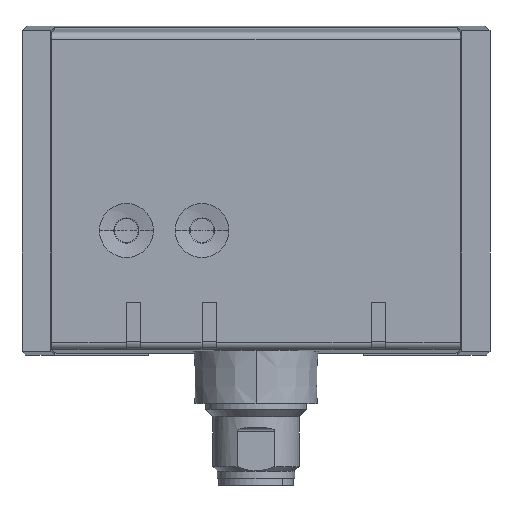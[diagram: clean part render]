
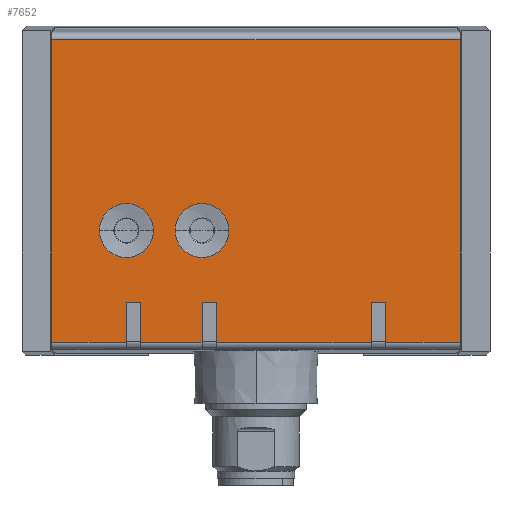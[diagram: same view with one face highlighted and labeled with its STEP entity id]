
A CAD part, top view. The second image highlights one B-rep face of the part: STEP entity #7652.
In plain terms, the highlighted planar face has unit normal (0, 0, 1).
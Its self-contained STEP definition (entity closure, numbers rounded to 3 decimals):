
#402=DIRECTION('',(1.,0.,0.));
#403=VECTOR('',#402,21.5);
#404=CARTESIAN_POINT('',(-5.5,-21.029,25.));
#405=LINE('',#404,#403);
#453=DIRECTION('',(1.,0.,0.));
#454=VECTOR('',#453,8.5);
#455=CARTESIAN_POINT('',(-16.,-21.029,25.));
#456=LINE('',#455,#454);
#517=DIRECTION('',(1.,0.,0.));
#518=VECTOR('',#517,10.386);
#519=CARTESIAN_POINT('',(-28.386,-21.029,25.));
#520=LINE('',#519,#518);
#521=DIRECTION('',(0.,1.,0.));
#522=VECTOR('',#521,5.529);
#523=CARTESIAN_POINT('',(16.,-21.029,25.));
#524=LINE('',#523,#522);
#525=DIRECTION('',(0.,1.,0.));
#526=VECTOR('',#525,5.529);
#527=CARTESIAN_POINT('',(-5.5,-21.029,25.));
#528=LINE('',#527,#526);
#529=DIRECTION('',(1.,0.,0.));
#530=VECTOR('',#529,2.);
#531=CARTESIAN_POINT('',(-7.5,-15.5,25.));
#532=LINE('',#531,#530);
#533=DIRECTION('',(0.,1.,0.));
#534=VECTOR('',#533,5.529);
#535=CARTESIAN_POINT('',(-7.5,-21.029,25.));
#536=LINE('',#535,#534);
#537=DIRECTION('',(0.,1.,0.));
#538=VECTOR('',#537,5.529);
#539=CARTESIAN_POINT('',(-16.,-21.029,25.));
#540=LINE('',#539,#538);
#541=DIRECTION('',(1.,0.,0.));
#542=VECTOR('',#541,2.);
#543=CARTESIAN_POINT('',(-18.,-15.5,25.));
#544=LINE('',#543,#542);
#545=DIRECTION('',(0.,1.,0.));
#546=VECTOR('',#545,5.529);
#547=CARTESIAN_POINT('',(-18.,-21.029,25.));
#548=LINE('',#547,#546);
#549=DIRECTION('',(0.,1.,0.));
#550=VECTOR('',#549,42.057);
#551=CARTESIAN_POINT('',(-28.386,-21.029,25.));
#552=LINE('',#551,#550);
#553=DIRECTION('',(0.,1.,0.));
#554=VECTOR('',#553,5.529);
#555=CARTESIAN_POINT('',(18.,-21.029,25.));
#556=LINE('',#555,#554);
#557=DIRECTION('',(1.,0.,0.));
#558=VECTOR('',#557,2.);
#559=CARTESIAN_POINT('',(16.,-15.5,25.));
#560=LINE('',#559,#558);
#561=CARTESIAN_POINT('',(-18.,-5.5,25.));
#562=DIRECTION('',(0.,0.,1.));
#563=DIRECTION('',(-1.,0.,0.));
#564=AXIS2_PLACEMENT_3D('',#561,#562,#563);
#566=CARTESIAN_POINT('',(-7.5,-5.5,25.));
#567=DIRECTION('',(0.,0.,1.));
#568=DIRECTION('',(-1.,0.,0.));
#569=AXIS2_PLACEMENT_3D('',#566,#567,#568);
#603=CARTESIAN_POINT('',(-28.386,21.029,25.));
#623=DIRECTION('',(-1.,0.,0.));
#624=VECTOR('',#623,56.773);
#625=CARTESIAN_POINT('',(28.386,21.029,25.));
#626=LINE('',#625,#624);
#651=DIRECTION('',(0.,1.,0.));
#652=VECTOR('',#651,42.057);
#653=CARTESIAN_POINT('',(28.386,-21.029,25.));
#654=LINE('',#653,#652);
#4128=DIRECTION('',(1.,0.,0.));
#4129=VECTOR('',#4128,10.386);
#4130=CARTESIAN_POINT('',(18.,-21.029,25.));
#4131=LINE('',#4130,#4129);
#4132=CARTESIAN_POINT('',(28.386,-21.029,25.));
#4229=CARTESIAN_POINT('',(-18.,-5.5,25.));
#4230=DIRECTION('',(0.,0.,-1.));
#4231=DIRECTION('',(-1.,0.,0.));
#4232=AXIS2_PLACEMENT_3D('',#4229,#4230,#4231);
#4302=CARTESIAN_POINT('',(-7.5,-5.5,25.));
#4303=DIRECTION('',(0.,0.,-1.));
#4304=DIRECTION('',(-1.,0.,0.));
#4305=AXIS2_PLACEMENT_3D('',#4302,#4303,#4304);
#5890=VERTEX_POINT('',#603);
#5891=CARTESIAN_POINT('',(-28.386,-21.029,
25.));
#5892=VERTEX_POINT('',#5891);
#5974=VERTEX_POINT('',#4132);
#5975=CARTESIAN_POINT('',(28.386,21.029,25.));
#5976=VERTEX_POINT('',#5975);
#6787=CARTESIAN_POINT('',(-21.75,-5.5,25.));
#6788=CARTESIAN_POINT('',(-14.25,-5.5,25.));
#6789=VERTEX_POINT('',#6787);
#6790=VERTEX_POINT('',#6788);
#6791=CARTESIAN_POINT('',(-11.25,-5.5,25.));
#6792=CARTESIAN_POINT('',(-3.75,-5.5,25.));
#6793=VERTEX_POINT('',#6791);
#6794=VERTEX_POINT('',#6792);
#6903=CARTESIAN_POINT('',(-7.5,-21.029,25.));
#6904=VERTEX_POINT('',#6903);
#6905=CARTESIAN_POINT('',(-5.5,-21.029,25.));
#6906=VERTEX_POINT('',#6905);
#6907=CARTESIAN_POINT('',(-7.5,-15.5,25.));
#6908=VERTEX_POINT('',#6907);
#6909=CARTESIAN_POINT('',(-5.5,-15.5,25.));
#6910=VERTEX_POINT('',#6909);
#6943=CARTESIAN_POINT('',(-18.,-21.029,25.));
#6944=VERTEX_POINT('',#6943);
#6945=CARTESIAN_POINT('',(-16.,-21.029,25.));
#6946=VERTEX_POINT('',#6945);
#6947=CARTESIAN_POINT('',(-18.,-15.5,25.));
#6948=VERTEX_POINT('',#6947);
#6949=CARTESIAN_POINT('',(-16.,-15.5,25.));
#6950=VERTEX_POINT('',#6949);
#6975=CARTESIAN_POINT('',(16.,-21.029,25.));
#6976=VERTEX_POINT('',#6975);
#6977=CARTESIAN_POINT('',(18.,-21.029,25.));
#6978=VERTEX_POINT('',#6977);
#6979=CARTESIAN_POINT('',(16.,-15.5,25.));
#6980=VERTEX_POINT('',#6979);
#6981=CARTESIAN_POINT('',(18.,-15.5,25.));
#6982=VERTEX_POINT('',#6981);
#7610=CARTESIAN_POINT('',(0.,0.,25.));
#7611=DIRECTION('',(0.,0.,1.));
#7612=DIRECTION('',(1.,0.,0.));
#7613=AXIS2_PLACEMENT_3D('',#7610,#7611,#7612);
#7614=PLANE('',#7613);
#7615=ORIENTED_EDGE('',*,*,#7368,.F.);
#7616=ORIENTED_EDGE('',*,*,#7399,.F.);
#7617=ORIENTED_EDGE('',*,*,#7427,.T.);
#7619=ORIENTED_EDGE('',*,*,#7618,.F.);
#7620=ORIENTED_EDGE('',*,*,#7469,.F.);
#7621=ORIENTED_EDGE('',*,*,#7497,.F.);
#7622=ORIENTED_EDGE('',*,*,#7527,.T.);
#7624=ORIENTED_EDGE('',*,*,#7623,.F.);
#7625=ORIENTED_EDGE('',*,*,#7569,.F.);
#7626=ORIENTED_EDGE('',*,*,#7598,.F.);
#7627=ORIENTED_EDGE('',*,*,#7076,.T.);
#7629=ORIENTED_EDGE('',*,*,#7628,.F.);
#7631=ORIENTED_EDGE('',*,*,#7630,.F.);
#7633=ORIENTED_EDGE('',*,*,#7632,.F.);
#7635=ORIENTED_EDGE('',*,*,#7634,.T.);
#7637=ORIENTED_EDGE('',*,*,#7636,.F.);
#7638=EDGE_LOOP('',(#7615,#7616,#7617,#7619,#7620,#7621,#7622,#7624,#7625,#7626,
#7627,#7629,#7631,#7633,#7635,#7637));
#7639=FACE_OUTER_BOUND('',#7638,.F.);
#7641=ORIENTED_EDGE('',*,*,#7640,.T.);
#7643=ORIENTED_EDGE('',*,*,#7642,.F.);
#7644=EDGE_LOOP('',(#7641,#7643));
#7645=FACE_BOUND('',#7644,.F.);
#7647=ORIENTED_EDGE('',*,*,#7646,.T.);
#7649=ORIENTED_EDGE('',*,*,#7648,.F.);
#7650=EDGE_LOOP('',(#7647,#7649));
#7651=FACE_BOUND('',#7650,.F.);
#7652=ADVANCED_FACE('',(#7639,#7645,#7651),#7614,.T.);
#565=CIRCLE('',#564,3.75);
#570=CIRCLE('',#569,3.75);
#4233=CIRCLE('',#4232,3.75);
#4306=CIRCLE('',#4305,3.75);
#7076=EDGE_CURVE('',#5892,#5890,#552,.T.);
#7368=EDGE_CURVE('',#6976,#6980,#524,.T.);
#7399=EDGE_CURVE('',#6906,#6976,#405,.T.);
#7427=EDGE_CURVE('',#6906,#6910,#528,.T.);
#7469=EDGE_CURVE('',#6904,#6908,#536,.T.);
#7497=EDGE_CURVE('',#6946,#6904,#456,.T.);
#7527=EDGE_CURVE('',#6946,#6950,#540,.T.);
#7569=EDGE_CURVE('',#6944,#6948,#548,.T.);
#7598=EDGE_CURVE('',#5892,#6944,#520,.T.);
#7618=EDGE_CURVE('',#6908,#6910,#532,.T.);
#7623=EDGE_CURVE('',#6948,#6950,#544,.T.);
#7628=EDGE_CURVE('',#5976,#5890,#626,.T.);
#7630=EDGE_CURVE('',#5974,#5976,#654,.T.);
#7632=EDGE_CURVE('',#6978,#5974,#4131,.T.);
#7634=EDGE_CURVE('',#6978,#6982,#556,.T.);
#7636=EDGE_CURVE('',#6980,#6982,#560,.T.);
#7640=EDGE_CURVE('',#6789,#6790,#565,.T.);
#7642=EDGE_CURVE('',#6789,#6790,#4233,.T.);
#7646=EDGE_CURVE('',#6793,#6794,#570,.T.);
#7648=EDGE_CURVE('',#6793,#6794,#4306,.T.);
